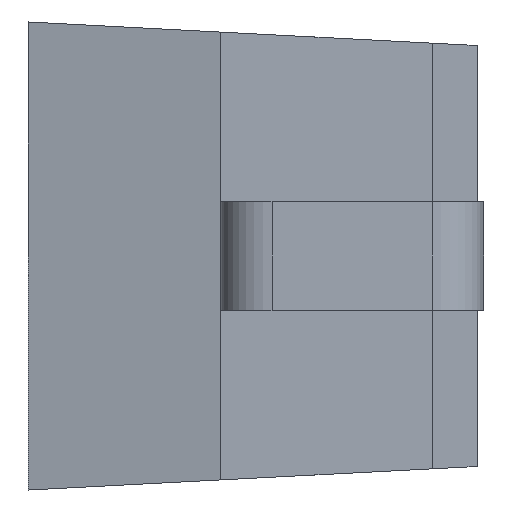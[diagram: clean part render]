
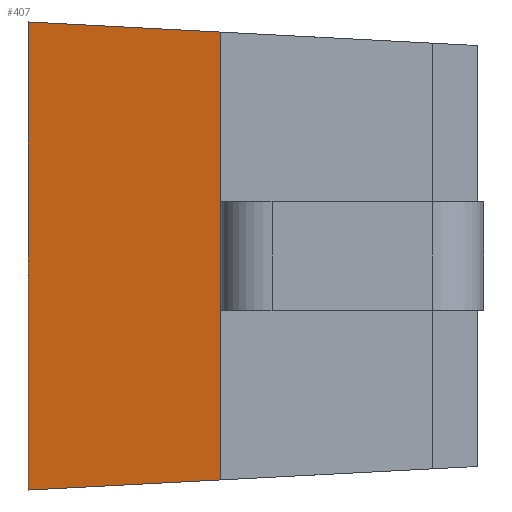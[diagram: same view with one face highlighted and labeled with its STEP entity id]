
A CAD part, left-side view. The second image highlights one B-rep face of the part: STEP entity #407.
In plain terms, the highlighted planar face has unit normal (-0.985, 0.174, 0).
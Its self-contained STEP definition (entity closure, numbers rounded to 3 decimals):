
#31 = CARTESIAN_POINT ( 'NONE',  ( -6.75, 4.1, -3.65 ) ) ;
#49 = VECTOR ( 'NONE', #489, 1000. ) ;
#62 = ORIENTED_EDGE ( 'NONE', *, *, #1466, .F. ) ;
#67 = ORIENTED_EDGE ( 'NONE', *, *, #1355, .T. ) ;
#121 = VECTOR ( 'NONE', #836, 1000. ) ;
#224 = LINE ( 'NONE', #472, #512 ) ;
#229 = FACE_OUTER_BOUND ( 'NONE', #579, .T. ) ;
#244 = LINE ( 'NONE', #734, #49 ) ;
#245 = CARTESIAN_POINT ( 'NONE',  ( -6.749, 4.108, -3.493 ) ) ;
#276 = CARTESIAN_POINT ( 'NONE',  ( -6.221, 7.1, 3.65 ) ) ;
#318 = VECTOR ( 'NONE', #464, 1000. ) ;
#396 = VERTEX_POINT ( 'NONE', #1309 ) ;
#407 = ADVANCED_FACE ( 'NONE', ( #229 ), #497, .F. ) ;
#417 = EDGE_CURVE ( 'NONE', #527, #546, #1104, .T. ) ;
#464 = DIRECTION ( 'NONE',  ( 0.173, 0.983, 0.052 ) ) ;
#472 = CARTESIAN_POINT ( 'NONE',  ( -6.75, 4.1, -3.65 ) ) ;
#489 = DIRECTION ( 'NONE',  ( 0., 0., 1. ) ) ;
#497 = PLANE ( 'NONE',  #1032 ) ;
#512 = VECTOR ( 'NONE', #691, 1000. ) ;
#527 = VERTEX_POINT ( 'NONE', #757 ) ;
#546 = VERTEX_POINT ( 'NONE', #1291 ) ;
#579 = EDGE_LOOP ( 'NONE', ( #825, #67, #62, #714 ) ) ;
#691 = DIRECTION ( 'NONE',  ( 0., 0., 1. ) ) ;
#714 = ORIENTED_EDGE ( 'NONE', *, *, #417, .T. ) ;
#721 = DIRECTION ( 'NONE',  ( 0.174, 0.985, 0. ) ) ;
#734 = CARTESIAN_POINT ( 'NONE',  ( -6.221, 7.1, -3.65 ) ) ;
#757 = CARTESIAN_POINT ( 'NONE',  ( -6.221, 7.1, -3.65 ) ) ;
#762 = VERTEX_POINT ( 'NONE', #276 ) ;
#825 = ORIENTED_EDGE ( 'NONE', *, *, #1347, .T. ) ;
#836 = DIRECTION ( 'NONE',  ( -0.173, -0.983, 0.052 ) ) ;
#923 = CARTESIAN_POINT ( 'NONE',  ( -6.814, 3.738, 3.474 ) ) ;
#1032 = AXIS2_PLACEMENT_3D ( 'NONE', #31, #1414, #721 ) ;
#1104 = LINE ( 'NONE', #245, #121 ) ;
#1291 = CARTESIAN_POINT ( 'NONE',  ( -6.75, 4.1, -3.493 ) ) ;
#1309 = CARTESIAN_POINT ( 'NONE',  ( -6.75, 4.1, 3.493 ) ) ;
#1347 = EDGE_CURVE ( 'NONE', #546, #396, #224, .T. ) ;
#1355 = EDGE_CURVE ( 'NONE', #396, #762, #1487, .T. ) ;
#1414 = DIRECTION ( 'NONE',  ( 0.985, -0.174, 0. ) ) ;
#1466 = EDGE_CURVE ( 'NONE', #527, #762, #244, .T. ) ;
#1487 = LINE ( 'NONE', #923, #318 ) ;
